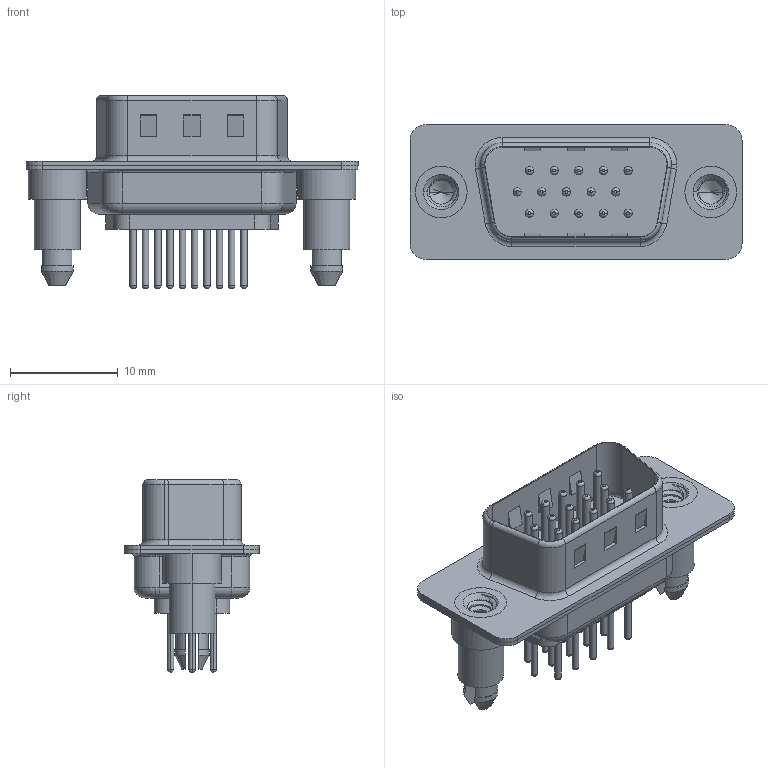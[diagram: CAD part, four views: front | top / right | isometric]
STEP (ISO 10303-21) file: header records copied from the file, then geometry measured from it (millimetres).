
FILE_DESCRIPTION (( 'STEP AP203' ), '1' );
FILE_NAME ('637-M15-330-BT5.STEP', '2018-11-19T22:30:00', ( '' ), ( '' ), 'SwSTEP 2.0', 'SolidWorks 2016', '' );
FILE_SCHEMA (( 'CONFIG_CONTROL_DESIGN' ));
Length unit declared in the file: millimetre
Products named in the file (8): 637M 4-40 Threaded Boardlock; 637M Housing_15 Contacts; 637M Shell Front_15 Contacts; 637-M15-330-BT5; 637M Shell Rear_15 Contacts; 637M Contact Row 1_30; 637M Contact Row 2_30; 637M Contact Row 3_30
Assembly tree (20 placements, depth 2):
  637-M15-330-BT5
    637M Housing_15 Contacts
    637M Shell Front_15 Contacts
    637M Shell Rear_15 Contacts
    637M Contact Row 1_30  x5
    637M Contact Row 2_30  x5
    637M Contact Row 3_30  x5
    637M 4-40 Threaded Boardlock  x2
Bounding box: 30.8 x 12.5 x 17.9 mm (x, y, z)
Volume: 1483 mm3; surface area: 4424.5 mm2
Topology: 20 solids, 20 shells, 909 faces, 1999 edges, 1220 vertices
Faces by surface type: cylinder 371, torus 290, plane 228, cone 14, bspline 6
Entity records: 17454 total; most frequent: CARTESIAN_POINT 4211, DIRECTION 2759, ORIENTED_EDGE 2356, EDGE_CURVE 1178, AXIS2_PLACEMENT_3D 1130, VERTEX_POINT 741, EDGE_LOOP 609, CIRCLE 607
